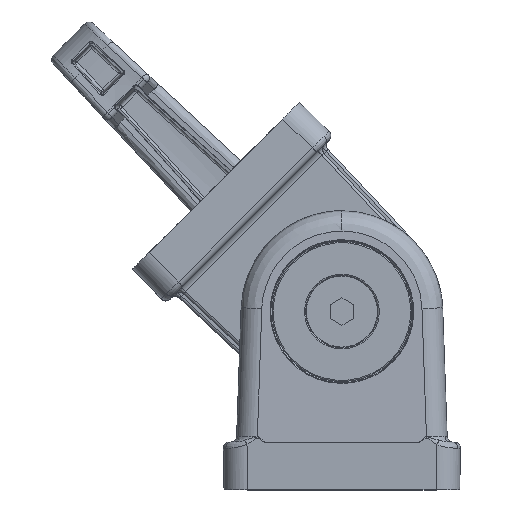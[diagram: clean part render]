
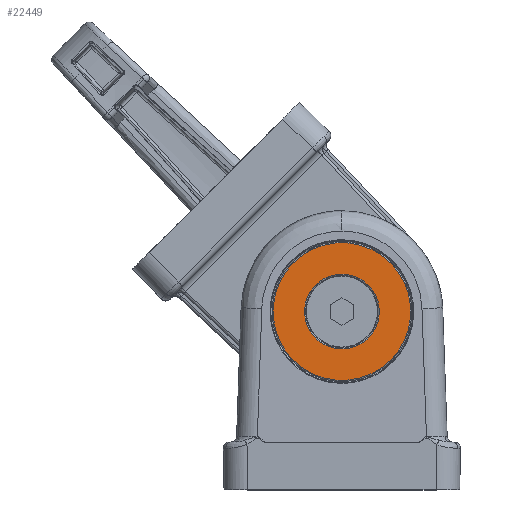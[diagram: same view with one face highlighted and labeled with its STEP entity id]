
A CAD part, top view. The second image highlights one B-rep face of the part: STEP entity #22449.
In plain terms, the highlighted face is planar.
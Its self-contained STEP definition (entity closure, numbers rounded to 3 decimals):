
#441 = FACE_BOUND ( 'NONE', #3852, .T. ) ;
#580 = ORIENTED_EDGE ( 'NONE', *, *, #5073, .T. ) ;
#1403 = EDGE_CURVE ( 'NONE', #27401, #30193, #23255, .T. ) ;
#1829 = CARTESIAN_POINT ( 'NONE',  ( 0., -0.8, 0. ) ) ;
#1836 = CIRCLE ( 'NONE', #28974, 11.6 ) ;
#3449 = CARTESIAN_POINT ( 'NONE',  ( 0., -0.8, 0. ) ) ;
#3852 = EDGE_LOOP ( 'NONE', ( #580, #10306 ) ) ;
#4226 = AXIS2_PLACEMENT_3D ( 'NONE', #29420, #14409, #31961 ) ;
#4354 = DIRECTION ( 'NONE',  ( 0., 0., -1. ) ) ;
#4726 = AXIS2_PLACEMENT_3D ( 'NONE', #3449, #21033, #6009 ) ;
#5055 = AXIS2_PLACEMENT_3D ( 'NONE', #20211, #5166, #22748 ) ;
#5073 = EDGE_CURVE ( 'NONE', #30193, #27401, #11291, .T. ) ;
#5166 = DIRECTION ( 'NONE',  ( 0., -1., 0. ) ) ;
#6009 = DIRECTION ( 'NONE',  ( 0., 0., -1. ) ) ;
#7186 = DIRECTION ( 'NONE',  ( 0., -1., 0. ) ) ;
#8135 = CIRCLE ( 'NONE', #5055, 11.6 ) ;
#8486 = CARTESIAN_POINT ( 'NONE',  ( 0., -0.8, -11.6 ) ) ;
#8988 = VERTEX_POINT ( 'NONE', #20183 ) ;
#9901 = ORIENTED_EDGE ( 'NONE', *, *, #17210, .T. ) ;
#10306 = ORIENTED_EDGE ( 'NONE', *, *, #1403, .T. ) ;
#11291 = CIRCLE ( 'NONE', #4226, 6.3 ) ;
#12102 = CARTESIAN_POINT ( 'NONE',  ( 0., -0.8, 0. ) ) ;
#14409 = DIRECTION ( 'NONE',  ( 0., 1., 0. ) ) ;
#17210 = EDGE_CURVE ( 'NONE', #8988, #25638, #8135, .T. ) ;
#18544 = EDGE_LOOP ( 'NONE', ( #30270, #9901 ) ) ;
#19387 = DIRECTION ( 'NONE',  ( 0., -1., 0. ) ) ;
#20183 = CARTESIAN_POINT ( 'NONE',  ( 0., -0.8, 11.6 ) ) ;
#20211 = CARTESIAN_POINT ( 'NONE',  ( 0., -0.8, 0. ) ) ;
#21033 = DIRECTION ( 'NONE',  ( 0., 1., 0. ) ) ;
#22220 = PLANE ( 'NONE',  #26040 ) ;
#22449 = ADVANCED_FACE ( 'NONE', ( #25557, #441 ), #22220, .T. ) ;
#22748 = DIRECTION ( 'NONE',  ( 0., 0., -1. ) ) ;
#23255 = CIRCLE ( 'NONE', #4726, 6.3 ) ;
#24717 = DIRECTION ( 'NONE',  ( 0., 0., -1. ) ) ;
#25557 = FACE_OUTER_BOUND ( 'NONE', #18544, .T. ) ;
#25638 = VERTEX_POINT ( 'NONE', #8486 ) ;
#26040 = AXIS2_PLACEMENT_3D ( 'NONE', #12102, #7186, #24717 ) ;
#26582 = CARTESIAN_POINT ( 'NONE',  ( 0., -0.8, -6.3 ) ) ;
#27088 = EDGE_CURVE ( 'NONE', #25638, #8988, #1836, .T. ) ;
#27401 = VERTEX_POINT ( 'NONE', #28500 ) ;
#28500 = CARTESIAN_POINT ( 'NONE',  ( 0., -0.8, 6.3 ) ) ;
#28974 = AXIS2_PLACEMENT_3D ( 'NONE', #1829, #19387, #4354 ) ;
#29420 = CARTESIAN_POINT ( 'NONE',  ( 0., -0.8, 0. ) ) ;
#30193 = VERTEX_POINT ( 'NONE', #26582 ) ;
#30270 = ORIENTED_EDGE ( 'NONE', *, *, #27088, .T. ) ;
#31961 = DIRECTION ( 'NONE',  ( 0., 0., -1. ) ) ;
